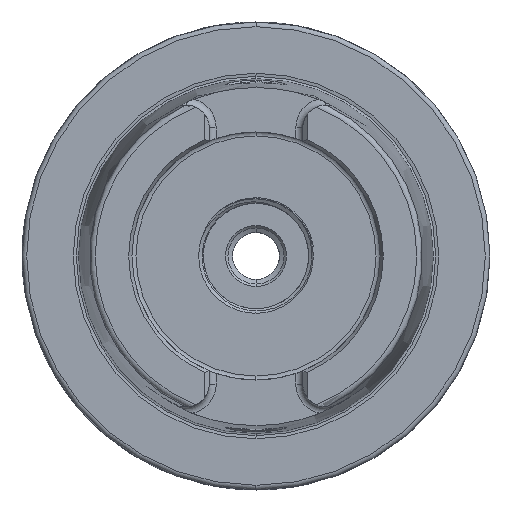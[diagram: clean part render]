
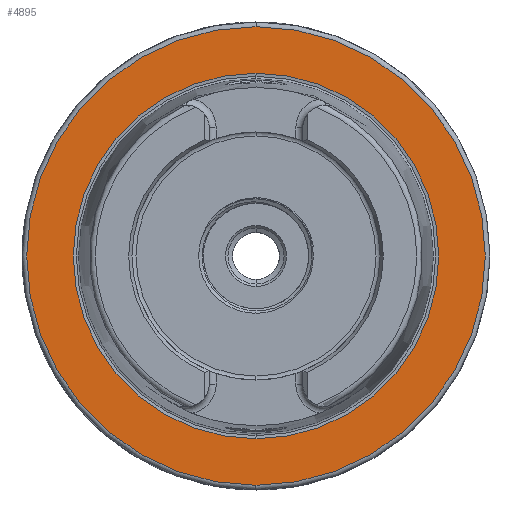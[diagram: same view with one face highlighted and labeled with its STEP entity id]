
A CAD part, left-side view. The second image highlights one B-rep face of the part: STEP entity #4895.
In plain terms, the highlighted planar face has unit normal (-1, 0, 0).
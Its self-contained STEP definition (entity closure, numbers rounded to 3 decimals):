
#4895 = ADVANCED_FACE ( 'NONE', ( #12829, #12835 ), #19719, .T. ) ;
#8650 = AXIS2_PLACEMENT_3D ( 'NONE', #19693, #19694, #19707 ) ;
#10834 = CARTESIAN_POINT ( 'NONE',  ( 0., 0., 0. ) ) ;
#10835 = DIRECTION ( 'NONE',  ( 1., 0., 0. ) ) ;
#10865 = DIRECTION ( 'NONE',  ( 0., 0., -1. ) ) ;
#11072 = DIRECTION ( 'NONE',  ( 0., 0., 1. ) ) ;
#11078 = DIRECTION ( 'NONE',  ( -1., 0., 0. ) ) ;
#11082 = CARTESIAN_POINT ( 'NONE',  ( 0., 0., 0. ) ) ;
#11439 = CARTESIAN_POINT ( 'NONE',  ( 0., 0., 39.054 ) ) ;
#11466 = CARTESIAN_POINT ( 'NONE',  ( 0., 0., -39.054 ) ) ;
#11474 = CARTESIAN_POINT ( 'NONE',  ( 0., 0., 49. ) ) ;
#11497 = CARTESIAN_POINT ( 'NONE',  ( 0., 0., -49. ) ) ;
#11580 = CARTESIAN_POINT ( 'NONE',  ( 0., 0., 0. ) ) ;
#11593 = DIRECTION ( 'NONE',  ( 1., 0., 0. ) ) ;
#11602 = DIRECTION ( 'NONE',  ( 0., 0., -1. ) ) ;
#12829 = FACE_OUTER_BOUND ( 'NONE', #13213, .T. ) ;
#12835 = FACE_BOUND ( 'NONE', #13156, .T. ) ;
#13156 = EDGE_LOOP ( 'NONE', ( #26356, #26338 ) ) ;
#13213 = EDGE_LOOP ( 'NONE', ( #26292, #26350 ) ) ;
#18277 = VERTEX_POINT ( 'NONE', #11439 ) ;
#18279 = VERTEX_POINT ( 'NONE', #11466 ) ;
#18320 = VERTEX_POINT ( 'NONE', #11497 ) ;
#18343 = VERTEX_POINT ( 'NONE', #11474 ) ;
#19693 = CARTESIAN_POINT ( 'NONE',  ( 0., 39.054, 0. ) ) ;
#19694 = DIRECTION ( 'NONE',  ( -1., 0., 0. ) ) ;
#19707 = DIRECTION ( 'NONE',  ( 0., 0., 1. ) ) ;
#19719 = PLANE ( 'NONE',  #8650 ) ;
#20397 = CIRCLE ( 'NONE', #25849, 39.054 ) ;
#22190 = EDGE_CURVE ( 'NONE', #18277, #18279, #20397, .T. ) ;
#24386 = CARTESIAN_POINT ( 'NONE',  ( 0., 0., 0. ) ) ;
#24388 = DIRECTION ( 'NONE',  ( -1., 0., 0. ) ) ;
#24390 = DIRECTION ( 'NONE',  ( 0., 0., 1. ) ) ;
#25706 = EDGE_CURVE ( 'NONE', #18279, #18277, #26820, .T. ) ;
#25714 = EDGE_CURVE ( 'NONE', #18320, #18343, #26779, .T. ) ;
#25849 = AXIS2_PLACEMENT_3D ( 'NONE', #11580, #11593, #11602 ) ;
#25852 = AXIS2_PLACEMENT_3D ( 'NONE', #11082, #11078, #11072 ) ;
#25879 = AXIS2_PLACEMENT_3D ( 'NONE', #10834, #10835, #10865 ) ;
#25948 = AXIS2_PLACEMENT_3D ( 'NONE', #24386, #24388, #24390 ) ;
#26292 = ORIENTED_EDGE ( 'NONE', *, *, #27359, .T. ) ;
#26338 = ORIENTED_EDGE ( 'NONE', *, *, #25706, .T. ) ;
#26350 = ORIENTED_EDGE ( 'NONE', *, *, #25714, .T. ) ;
#26356 = ORIENTED_EDGE ( 'NONE', *, *, #22190, .T. ) ;
#26779 = CIRCLE ( 'NONE', #25852, 49. ) ;
#26820 = CIRCLE ( 'NONE', #25879, 39.054 ) ;
#26925 = CIRCLE ( 'NONE', #25948, 49. ) ;
#27359 = EDGE_CURVE ( 'NONE', #18343, #18320, #26925, .T. ) ;
